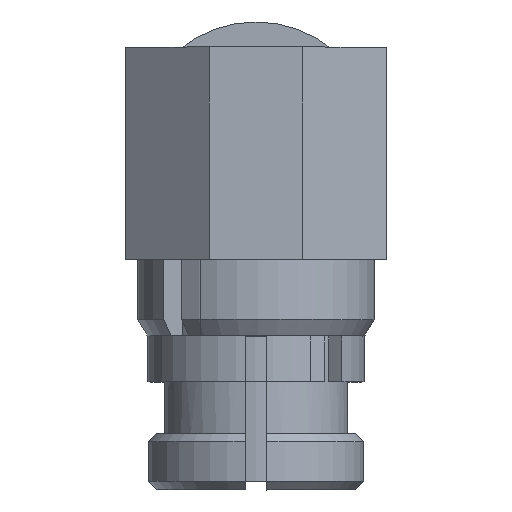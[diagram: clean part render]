
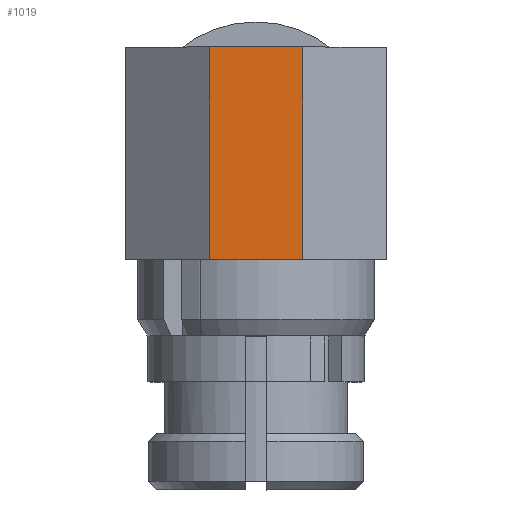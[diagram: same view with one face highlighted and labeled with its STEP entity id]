
A CAD part, top view. The second image highlights one B-rep face of the part: STEP entity #1019.
In plain terms, the highlighted face is planar.
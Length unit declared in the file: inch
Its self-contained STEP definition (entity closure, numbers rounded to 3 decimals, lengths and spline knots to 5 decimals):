
#708 = CARTESIAN_POINT ( 'NONE',  ( 0.75062, 0.078, 0.078 ) ) ;
#766 = EDGE_CURVE ( 'NONE', #5213, #4190, #8629, .T. ) ;
#821 = CARTESIAN_POINT ( 'NONE',  ( 0.138, 0.078, -0.028 ) ) ;
#871 = CARTESIAN_POINT ( 'NONE',  ( 0.138, 0.078, 0.078 ) ) ;
#922 = VECTOR ( 'NONE', #1510, 39.37008 ) ;
#1019 = ADVANCED_FACE ( 'NONE', ( #4140 ), #5636, .F. ) ;
#1411 = ORIENTED_EDGE ( 'NONE', *, *, #7485, .F. ) ;
#1510 = DIRECTION ( 'NONE',  ( 1., 0., 0. ) ) ;
#1690 = EDGE_LOOP ( 'NONE', ( #6939, #3789, #1411, #7967 ) ) ;
#2013 = VERTEX_POINT ( 'NONE', #4281 ) ;
#2206 = LINE ( 'NONE', #5020, #7285 ) ;
#2230 = CARTESIAN_POINT ( 'NONE',  ( 0.403, 0.078, 0.028 ) ) ;
#2325 = DIRECTION ( 'NONE',  ( 1., 0., 0. ) ) ;
#2597 = AXIS2_PLACEMENT_3D ( 'NONE', #708, #7565, #4056 ) ;
#2804 = VECTOR ( 'NONE', #4404, 39.37008 ) ;
#3290 = EDGE_CURVE ( 'NONE', #5213, #6651, #5929, .T. ) ;
#3505 = EDGE_CURVE ( 'NONE', #6651, #2013, #7719, .T. ) ;
#3789 = ORIENTED_EDGE ( 'NONE', *, *, #766, .T. ) ;
#4056 = DIRECTION ( 'NONE',  ( 0., 0., -1. ) ) ;
#4140 = FACE_OUTER_BOUND ( 'NONE', #1690, .T. ) ;
#4190 = VERTEX_POINT ( 'NONE', #6143 ) ;
#4281 = CARTESIAN_POINT ( 'NONE',  ( 0.265, 0.078, -0.028 ) ) ;
#4404 = DIRECTION ( 'NONE',  ( 0., 0., -1. ) ) ;
#5020 = CARTESIAN_POINT ( 'NONE',  ( 0.265, 0.078, 0.078 ) ) ;
#5075 = CARTESIAN_POINT ( 'NONE',  ( 0.138, 0.078, 0.028 ) ) ;
#5213 = VERTEX_POINT ( 'NONE', #5075 ) ;
#5636 = PLANE ( 'NONE',  #2597 ) ;
#5929 = LINE ( 'NONE', #871, #2804 ) ;
#6143 = CARTESIAN_POINT ( 'NONE',  ( 0.265, 0.078, 0.028 ) ) ;
#6337 = CARTESIAN_POINT ( 'NONE',  ( 0.403, 0.078, -0.028 ) ) ;
#6651 = VERTEX_POINT ( 'NONE', #821 ) ;
#6939 = ORIENTED_EDGE ( 'NONE', *, *, #3290, .F. ) ;
#7285 = VECTOR ( 'NONE', #8745, 39.37008 ) ;
#7485 = EDGE_CURVE ( 'NONE', #2013, #4190, #2206, .T. ) ;
#7565 = DIRECTION ( 'NONE',  ( 0., -1., 0. ) ) ;
#7719 = LINE ( 'NONE', #6337, #922 ) ;
#7967 = ORIENTED_EDGE ( 'NONE', *, *, #3505, .F. ) ;
#8629 = LINE ( 'NONE', #2230, #8934 ) ;
#8745 = DIRECTION ( 'NONE',  ( 0., 0., 1. ) ) ;
#8934 = VECTOR ( 'NONE', #2325, 39.37008 ) ;
